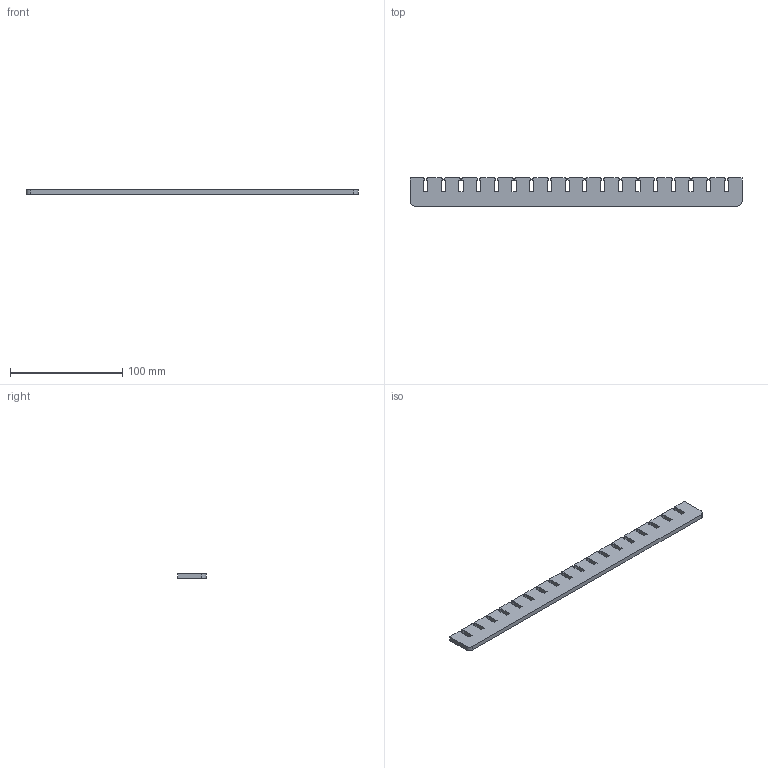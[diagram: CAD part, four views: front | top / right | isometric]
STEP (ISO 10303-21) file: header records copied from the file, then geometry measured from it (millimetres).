
FILE_DESCRIPTION(/* description */ (''),/* implementation_level */ '2;1');
FILE_NAME(/* name */ 'joint_snap_fit_handle.step',/* time_stamp */ '2025-09-17T08:50:41-04:00',/* author */ (''),/* organization */ (''),/* preprocessor_version */ 'ST-DEVELOPER v20.1',/* originating_system */ 'Autodesk Translation Framework v14.10.0.0',/* authorisation */ '');
FILE_SCHEMA (('AUTOMOTIVE_DESIGN { 1 0 10303 214 3 1 1 }'));
Length unit declared in the file: millimetre
Products named in the file (1): joint_snap_fit_handle
Bounding box: 295.5 x 25 x 4 mm (x, y, z)
Volume: 26501 mm3; surface area: 17806.2 mm2
Topology: 1 solids, 1 shells, 116 faces, 342 edges, 228 vertices
Faces by surface type: plane 78, cylinder 38
Entity records: 3895 total; most frequent: CARTESIAN_POINT 687, ORIENTED_EDGE 684, DIRECTION 652, EDGE_CURVE 342, LINE 266, VECTOR 266, VERTEX_POINT 228, AXIS2_PLACEMENT_3D 193
